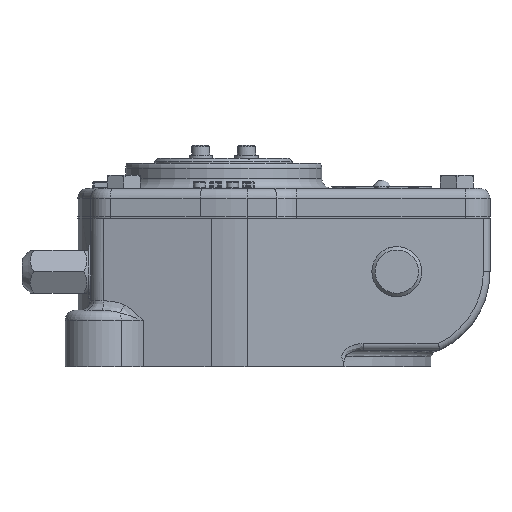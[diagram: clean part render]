
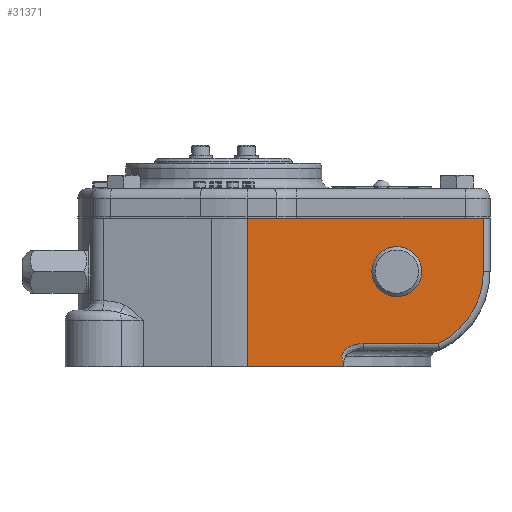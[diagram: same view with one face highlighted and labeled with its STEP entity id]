
A CAD part, left-side view. The second image highlights one B-rep face of the part: STEP entity #31371.
In plain terms, the highlighted planar face has unit normal (-1, 0, 0).
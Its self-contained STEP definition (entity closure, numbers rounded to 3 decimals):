
#546=B_SPLINE_CURVE_WITH_KNOTS('',3,(#44069,#44070,#44071,#44072,#44073,
#44074,#44075,#44076,#44077),.UNSPECIFIED.,.F.,.F.,(4,1,1,1,1,1,4),(0.,
0.001,0.003,0.004,0.005,
0.008,0.01),.UNSPECIFIED.);
#1512=LINE('',#44066,#4383);
#1513=LINE('',#44079,#4384);
#1514=LINE('',#44083,#4385);
#1515=LINE('',#44085,#4386);
#1516=LINE('',#44087,#4387);
#1517=LINE('',#44089,#4388);
#4383=VECTOR('',#35994,1000.);
#4384=VECTOR('',#35995,1000.);
#4385=VECTOR('',#35998,1000.);
#4386=VECTOR('',#35999,1000.);
#4387=VECTOR('',#36000,1000.);
#4388=VECTOR('',#36001,1000.);
#7254=PLANE('',#33386);
#8413=ORIENTED_EDGE('',*,*,#17847,.T.);
#8414=ORIENTED_EDGE('',*,*,#17848,.T.);
#8415=ORIENTED_EDGE('',*,*,#17849,.T.);
#8416=ORIENTED_EDGE('',*,*,#17850,.T.);
#8417=ORIENTED_EDGE('',*,*,#17851,.T.);
#8418=ORIENTED_EDGE('',*,*,#17852,.T.);
#8419=ORIENTED_EDGE('',*,*,#17853,.T.);
#8420=ORIENTED_EDGE('',*,*,#17854,.T.);
#8421=ORIENTED_EDGE('',*,*,#17855,.T.);
#17847=EDGE_CURVE('',#22564,#22565,#1512,.F.);
#17848=EDGE_CURVE('',#22565,#22566,#546,.T.);
#17849=EDGE_CURVE('',#22566,#22567,#1513,.T.);
#17850=EDGE_CURVE('',#22567,#22568,#25571,.F.);
#17851=EDGE_CURVE('',#22568,#22569,#1514,.F.);
#17852=EDGE_CURVE('',#22569,#22570,#1515,.F.);
#17853=EDGE_CURVE('',#22570,#22571,#1516,.T.);
#17854=EDGE_CURVE('',#22571,#22564,#1517,.T.);
#17855=EDGE_CURVE('',#22572,#22572,#25572,.T.);
#22564=VERTEX_POINT('',#44067);
#22565=VERTEX_POINT('',#44068);
#22566=VERTEX_POINT('',#44078);
#22567=VERTEX_POINT('',#44080);
#22568=VERTEX_POINT('',#44082);
#22569=VERTEX_POINT('',#44084);
#22570=VERTEX_POINT('',#44086);
#22571=VERTEX_POINT('',#44088);
#22572=VERTEX_POINT('',#44091);
#25571=CIRCLE('',#33387,24.);
#25572=CIRCLE('',#33388,7.5);
#26439=EDGE_LOOP('',(#8413,#8414,#8415,#8416,#8417,#8418,#8419,#8420));
#26440=EDGE_LOOP('',(#8421));
#28741=FACE_BOUND('',#26439,.T.);
#28742=FACE_BOUND('',#26440,.T.);
#31371=ADVANCED_FACE('',(#28741,#28742),#7254,.F.);
#33386=AXIS2_PLACEMENT_3D('',#44065,#35992,#35993);
#33387=AXIS2_PLACEMENT_3D('',#44081,#35996,#35997);
#33388=AXIS2_PLACEMENT_3D('',#44090,#36002,#36003);
#35992=DIRECTION('',(1.,0.,0.));
#35993=DIRECTION('',(0.,0.,-1.));
#35994=DIRECTION('',(0.,0.,-1.));
#35995=DIRECTION('',(0.,-1.,0.));
#35996=DIRECTION('',(1.,0.,0.));
#35997=DIRECTION('',(0.,0.,-1.));
#35998=DIRECTION('',(0.,0.,-1.));
#35999=DIRECTION('',(0.,-1.,0.));
#36000=DIRECTION('',(0.,0.,-1.));
#36001=DIRECTION('',(0.,-1.,0.));
#36002=DIRECTION('',(1.,0.,0.));
#36003=DIRECTION('',(0.,0.,1.));
#44065=CARTESIAN_POINT('',(-51.,-7.,50.6));
#44066=CARTESIAN_POINT('',(-51.,-36.128,-57.));
#44067=CARTESIAN_POINT('',(-51.,-36.128,3.));
#44068=CARTESIAN_POINT('',(-51.,-36.128,4.301));
#44069=CARTESIAN_POINT('',(-51.,-36.128,4.301));
#44070=CARTESIAN_POINT('',(-51.,-35.863,4.636));
#44071=CARTESIAN_POINT('',(-51.,-35.446,5.4));
#44072=CARTESIAN_POINT('',(-51.,-35.48,6.719));
#44073=CARTESIAN_POINT('',(-51.,-36.154,7.84));
#44074=CARTESIAN_POINT('',(-51.,-37.446,8.947));
#44075=CARTESIAN_POINT('',(-51.,-39.419,9.778));
#44076=CARTESIAN_POINT('',(-51.,-41.095,10.));
#44077=CARTESIAN_POINT('',(-51.,-41.943,10.));
#44078=CARTESIAN_POINT('',(-51.,-41.943,10.));
#44079=CARTESIAN_POINT('',(-51.,-7.,10.));
#44080=CARTESIAN_POINT('',(-51.,-64.461,10.));
#44081=CARTESIAN_POINT('',(-51.,-54.,31.6));
#44082=CARTESIAN_POINT('',(-51.,-78.,31.6));
#44083=CARTESIAN_POINT('',(-51.,-78.,50.6));
#44084=CARTESIAN_POINT('',(-51.,-78.,47.6));
#44085=CARTESIAN_POINT('',(-51.,-7.,47.6));
#44086=CARTESIAN_POINT('',(-51.,-7.,47.6));
#44087=CARTESIAN_POINT('',(-51.,-7.,50.6));
#44088=CARTESIAN_POINT('',(-51.,-7.,3.));
#44089=CARTESIAN_POINT('',(-51.,-7.,3.));
#44090=CARTESIAN_POINT('',(-51.,-52.,31.6));
#44091=CARTESIAN_POINT('',(-51.,-52.,39.1));
